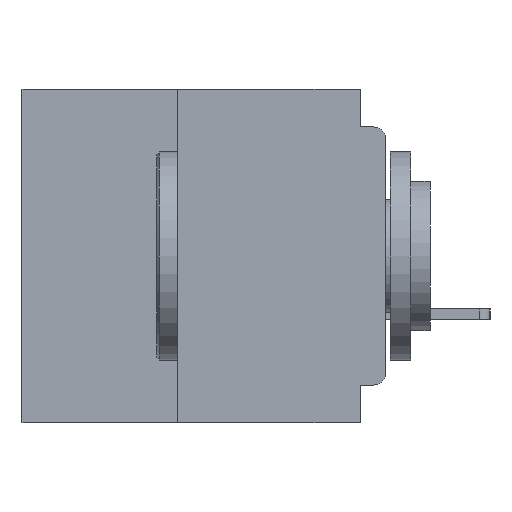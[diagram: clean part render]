
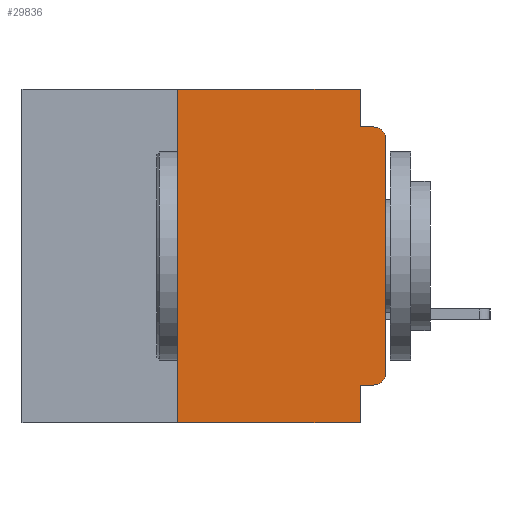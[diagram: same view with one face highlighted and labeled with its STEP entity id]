
A CAD part, left-side view. The second image highlights one B-rep face of the part: STEP entity #29836.
In plain terms, the highlighted planar face has unit normal (-1, 0, 0).
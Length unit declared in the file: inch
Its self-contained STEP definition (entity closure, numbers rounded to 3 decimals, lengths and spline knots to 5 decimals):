
#316 = DIRECTION ( 'NONE',  ( 0., -1., 0. ) ) ;
#423 = EDGE_CURVE ( 'NONE', #17957, #36429, #47360, .T. ) ;
#1094 = VECTOR ( 'NONE', #38773, 39.37008 ) ;
#1692 = ORIENTED_EDGE ( 'NONE', *, *, #28877, .T. ) ;
#2925 = VECTOR ( 'NONE', #38721, 39.37008 ) ;
#3025 = ORIENTED_EDGE ( 'NONE', *, *, #423, .F. ) ;
#3213 = ORIENTED_EDGE ( 'NONE', *, *, #60045, .F. ) ;
#3804 = ORIENTED_EDGE ( 'NONE', *, *, #51952, .T. ) ;
#3919 = LINE ( 'NONE', #20138, #55048 ) ;
#4111 = CARTESIAN_POINT ( 'NONE',  ( 0., 0.031, -0.4 ) ) ;
#4119 = CARTESIAN_POINT ( 'NONE',  ( 0., 0., -0.355 ) ) ;
#4491 = LINE ( 'NONE', #42616, #16170 ) ;
#5743 = ORIENTED_EDGE ( 'NONE', *, *, #50938, .F. ) ;
#5894 = VERTEX_POINT ( 'NONE', #6852 ) ;
#6099 = ORIENTED_EDGE ( 'NONE', *, *, #52045, .T. ) ;
#6852 = CARTESIAN_POINT ( 'NONE',  ( 0., 0.015, -0.355 ) ) ;
#9958 = CARTESIAN_POINT ( 'NONE',  ( 0., 0.031, 0. ) ) ;
#12497 = DIRECTION ( 'NONE',  ( 0., -1., 0. ) ) ;
#12763 = LINE ( 'NONE', #4111, #1094 ) ;
#14176 = DIRECTION ( 'NONE',  ( 0., 0., -1. ) ) ;
#15654 = DIRECTION ( 'NONE',  ( -1., 0., 0. ) ) ;
#16169 = LINE ( 'NONE', #48487, #2925 ) ;
#16170 = VECTOR ( 'NONE', #22962, 39.37008 ) ;
#16500 = DIRECTION ( 'NONE',  ( -1., 0., 0. ) ) ;
#16819 = AXIS2_PLACEMENT_3D ( 'NONE', #45284, #15654, #50278 ) ;
#17057 = VECTOR ( 'NONE', #12497, 39.37008 ) ;
#17957 = VERTEX_POINT ( 'NONE', #30901 ) ;
#18401 = FACE_OUTER_BOUND ( 'NONE', #46859, .T. ) ;
#20138 = CARTESIAN_POINT ( 'NONE',  ( 0., 0.437, 0. ) ) ;
#21641 = CARTESIAN_POINT ( 'NONE',  ( 0., 0., 0. ) ) ;
#22962 = DIRECTION ( 'NONE',  ( 0., 0., 1. ) ) ;
#23732 = AXIS2_PLACEMENT_3D ( 'NONE', #43594, #43812, #14176 ) ;
#24677 = EDGE_CURVE ( 'NONE', #36003, #17957, #3919, .T. ) ;
#24741 = CIRCLE ( 'NONE', #55149, 0.015 ) ;
#25904 = DIRECTION ( 'NONE',  ( 0., 0., -1. ) ) ;
#26239 = EDGE_CURVE ( 'NONE', #48636, #36003, #4491, .T. ) ;
#26603 = ORIENTED_EDGE ( 'NONE', *, *, #44845, .T. ) ;
#26611 = DIRECTION ( 'NONE',  ( 0., 0., 1. ) ) ;
#27953 = LINE ( 'NONE', #21641, #62627 ) ;
#28786 = ORIENTED_EDGE ( 'NONE', *, *, #24677, .F. ) ;
#28877 = EDGE_CURVE ( 'NONE', #5894, #60011, #24741, .T. ) ;
#29221 = EDGE_CURVE ( 'NONE', #36429, #41589, #16169, .T. ) ;
#29836 = ADVANCED_FACE ( 'NONE', ( #18401 ), #38855, .F. ) ;
#30332 = CARTESIAN_POINT ( 'NONE',  ( 0., 0.031, -0.045 ) ) ;
#30901 = CARTESIAN_POINT ( 'NONE',  ( 0., 0.031, 0. ) ) ;
#31827 = LINE ( 'NONE', #46885, #17057 ) ;
#33420 = CARTESIAN_POINT ( 'NONE',  ( 0., 0., -0.34 ) ) ;
#35061 = CARTESIAN_POINT ( 'NONE',  ( 0., 0.031, -0.4 ) ) ;
#36003 = VERTEX_POINT ( 'NONE', #56650 ) ;
#36429 = VERTEX_POINT ( 'NONE', #30332 ) ;
#37176 = ORIENTED_EDGE ( 'NONE', *, *, #29221, .F. ) ;
#37785 = CIRCLE ( 'NONE', #16819, 0.015 ) ;
#38694 = CARTESIAN_POINT ( 'NONE',  ( 0., 0.015, -0.045 ) ) ;
#38721 = DIRECTION ( 'NONE',  ( 0., -1., 0. ) ) ;
#38773 = DIRECTION ( 'NONE',  ( 0., 0., -1. ) ) ;
#38787 = DIRECTION ( 'NONE',  ( 0., 1., 0. ) ) ;
#38855 = PLANE ( 'NONE',  #23732 ) ;
#40896 = VERTEX_POINT ( 'NONE', #51492 ) ;
#41589 = VERTEX_POINT ( 'NONE', #38694 ) ;
#42616 = CARTESIAN_POINT ( 'NONE',  ( 0., 0.25, -0.4 ) ) ;
#43594 = CARTESIAN_POINT ( 'NONE',  ( 0., 0.437, 0. ) ) ;
#43812 = DIRECTION ( 'NONE',  ( 1., 0., 0. ) ) ;
#44676 = VERTEX_POINT ( 'NONE', #53702 ) ;
#44845 = EDGE_CURVE ( 'NONE', #40896, #41589, #37785, .T. ) ;
#45284 = CARTESIAN_POINT ( 'NONE',  ( 0., 0.015, -0.06 ) ) ;
#46148 = CARTESIAN_POINT ( 'NONE',  ( 0., 0.015, -0.34 ) ) ;
#46859 = EDGE_LOOP ( 'NONE', ( #3804, #26603, #37176, #3025, #28786, #52459, #6099, #3213, #5743, #1692 ) ) ;
#46885 = CARTESIAN_POINT ( 'NONE',  ( 0., 0.437, -0.4 ) ) ;
#47360 = LINE ( 'NONE', #9958, #58910 ) ;
#47935 = VECTOR ( 'NONE', #38787, 39.37008 ) ;
#48487 = CARTESIAN_POINT ( 'NONE',  ( 0., 0., -0.045 ) ) ;
#48636 = VERTEX_POINT ( 'NONE', #57229 ) ;
#50278 = DIRECTION ( 'NONE',  ( 0., 0., -1. ) ) ;
#50938 = EDGE_CURVE ( 'NONE', #5894, #44676, #59478, .T. ) ;
#51114 = DIRECTION ( 'NONE',  ( 0., 0., -1. ) ) ;
#51492 = CARTESIAN_POINT ( 'NONE',  ( 0., 0., -0.06 ) ) ;
#51758 = VERTEX_POINT ( 'NONE', #35061 ) ;
#51952 = EDGE_CURVE ( 'NONE', #60011, #40896, #27953, .T. ) ;
#52045 = EDGE_CURVE ( 'NONE', #48636, #51758, #31827, .T. ) ;
#52459 = ORIENTED_EDGE ( 'NONE', *, *, #26239, .F. ) ;
#53702 = CARTESIAN_POINT ( 'NONE',  ( 0., 0.031, -0.355 ) ) ;
#55048 = VECTOR ( 'NONE', #316, 39.37008 ) ;
#55149 = AXIS2_PLACEMENT_3D ( 'NONE', #46148, #16500, #51114 ) ;
#56650 = CARTESIAN_POINT ( 'NONE',  ( 0., 0.25, 0. ) ) ;
#57229 = CARTESIAN_POINT ( 'NONE',  ( 0., 0.25, -0.4 ) ) ;
#58910 = VECTOR ( 'NONE', #25904, 39.37008 ) ;
#59478 = LINE ( 'NONE', #4119, #47935 ) ;
#60011 = VERTEX_POINT ( 'NONE', #33420 ) ;
#60045 = EDGE_CURVE ( 'NONE', #44676, #51758, #12763, .T. ) ;
#62627 = VECTOR ( 'NONE', #26611, 39.37008 ) ;
